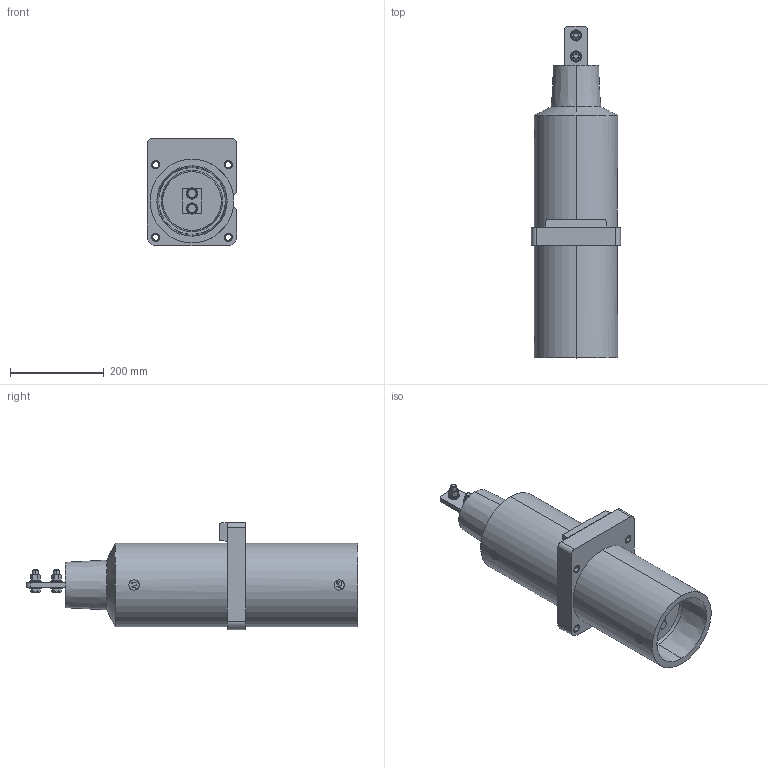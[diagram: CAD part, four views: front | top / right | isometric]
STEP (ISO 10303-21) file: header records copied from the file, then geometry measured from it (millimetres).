
FILE_DESCRIPTION (( 'STEP AP214' ), '1' );
FILE_NAME ('ﾒﾋﾊ-ﾑﾒ-20-ﾒﾏﾊ.STEP', '2023-07-25T10:41:52', ( '' ), ( '' ), 'SwSTEP 2.0', 'SolidWorks 2014', '' );
FILE_SCHEMA (( 'AUTOMOTIVE_DESIGN' ));
Length unit declared in the file: millimetre
Products named in the file (19): ÂÅÈÓ.671213.544 Ñáîðêà ñ çàëèâêîé ÒËÊ-ÑÒ-20-ÒÏÊ_00; ÂÅÈÓ.758472.014 Ãàéêà ñïåöèàëüíàÿ Ì4; 屡扔.713174.003 买箅赅_-01; ÂÅÈÓ. 671231.313 Àêòèâíàÿ ÷àñòü ÒËÊ-ÑÒ-20-ÒÏÊ_00; 屡扔.758472.007 绵殛郷-02; 屡扔.685528.006 袜觐礤黜桕_00; hex screw gradec_din_ISO 4018 - M12 x 25-WN; 屡扔.757465.009 袜觐礤黜桕; Êîìïàóíä^ÂÅÈÓ.671213.544 Ñáîðêà ñ çàëèâêîé ÒËÊ-ÑÒ-20-ÒÏÊ_00; hex nut gradec_din_Hexagon Nut ISO 4034 - M12 - N; curved spring lock washer_din_Spring washer DIN 128 - A12; ﾒﾋﾊ-ﾑﾒ-20-ﾒﾏﾊ; hex screw gradeab_din_ISO 4017 - M12 x 40-N; plain washer grade a_din_Washer DIN 125 - A 13; countersunk flat head cross recess screw_din_ISO 7046-1 - M4 x 16 - Z --- 16N; ÂÅÈÓ.735314.004 Êðûøêà çàùèòíàÿ_00; round slotted head screw_ks_KS 1021 RSH - M5 x 12-N; curved spring lock washer_din_Spring washer DIN 128 - A5; plain washer grade a_din_Washer DIN 125 - A 5.3
Assembly tree (63 placements, depth 4):
  ﾒﾋﾊ-ﾑﾒ-20-ﾒﾏﾊ
    ÂÅÈÓ.671213.544 Ñáîðêà ñ çàëèâêîé ÒËÊ-ÑÒ-20-ÒÏÊ_00
      Êîìïàóíä^ÂÅÈÓ.671213.544 Ñáîðêà ñ çàëèâêîé ÒËÊ-ÑÒ-20-ÒÏÊ_00
      ÂÅÈÓ. 671231.313 Àêòèâíàÿ ÷àñòü ÒËÊ-ÑÒ-20-ÒÏÊ_00
        屡扔.757465.009 袜觐礤黜桕
        屡扔.685528.006 袜觐礤黜桕_00
        屡扔.758472.007 绵殛郷-02  x8
      屡扔.713174.003 买箅赅_-01  x4
      ÂÅÈÓ.758472.014 Ãàéêà ñïåöèàëüíàÿ Ì4
    plain washer grade a_din_Washer DIN 125 - A 5.3  x9
    curved spring lock washer_din_Spring washer DIN 128 - A5  x9
    round slotted head screw_ks_KS 1021 RSH - M5 x 12-N  x9
    ÂÅÈÓ.735314.004 Êðûøêà çàùèòíàÿ_00
    countersunk flat head cross recess screw_din_ISO 7046-1 - M4 x 16 - Z --- 16N
    plain washer grade a_din_Washer DIN 125 - A 13  x6
    hex screw gradeab_din_ISO 4017 - M12 x 40-N  x2
    curved spring lock washer_din_Spring washer DIN 128 - A12  x4
    hex nut gradec_din_Hexagon Nut ISO 4034 - M12 - N  x2
    hex screw gradec_din_ISO 4018 - M12 x 25-WN  x2
Bounding box: 190 x 708 x 228.4 mm (x, y, z)
Volume: 13414932.1 mm3; surface area: 595530.6 mm2
Topology: 61 solids, 61 shells, 1696 faces, 4069 edges, 2541 vertices
Faces by surface type: plane 750, cylinder 447, cone 293, torus 100, bspline 70, sphere 36
Entity records: 36425 total; most frequent: CARTESIAN_POINT 10805, ORIENTED_EDGE 5142, DIRECTION 5029, EDGE_CURVE 2571, AXIS2_PLACEMENT_3D 1740, VERTEX_POINT 1654, VECTOR 1549, LINE 1549
